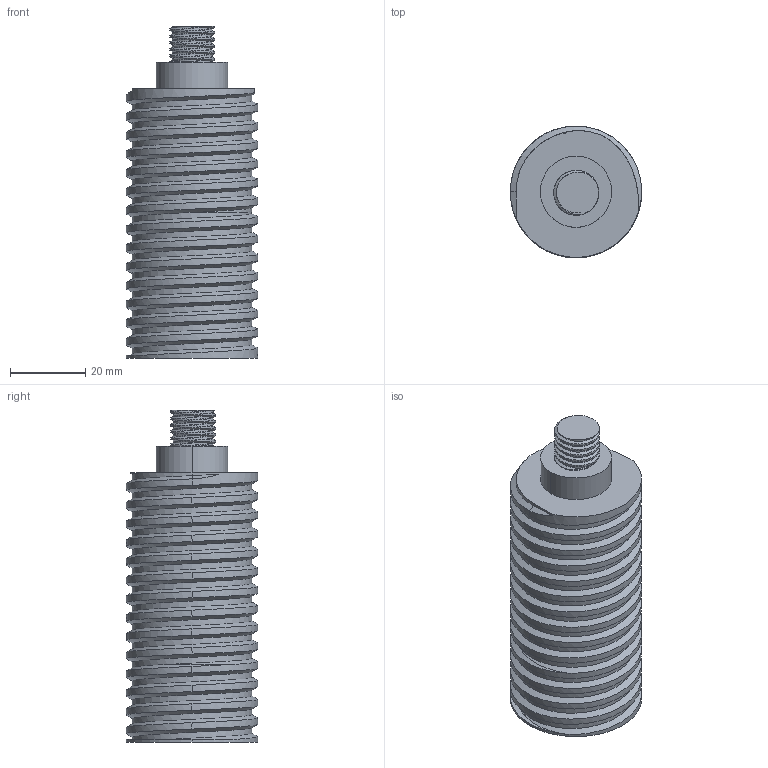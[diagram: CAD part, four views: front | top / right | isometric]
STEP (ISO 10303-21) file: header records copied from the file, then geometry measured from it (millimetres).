
FILE_DESCRIPTION (( 'STEP AP203' ), '1' );
FILE_NAME ('filament spool holder spindle-shaft.STEP', '2018-02-11T19:24:12', ( '' ), ( '' ), 'SwSTEP 2.0', 'SolidWorks 2017', '' );
FILE_SCHEMA (( 'CONFIG_CONTROL_DESIGN' ));
Length unit declared in the file: millimetre
Products named in the file (1): filament spool holder spindle-shaft
Bounding box: 35 x 35 x 88.52 mm (x, y, z)
Volume: 62397 mm3; surface area: 14716.2 mm2
Topology: 1 solids, 2 shells, 72 faces, 208 edges, 143 vertices
Faces by surface type: cylinder 50, plane 12, bspline 10
Entity records: 14963 total; most frequent: CARTESIAN_POINT 13266, ORIENTED_EDGE 416, DIRECTION 231, EDGE_CURVE 208, VERTEX_POINT 143, B_SPLINE_CURVE_WITH_KNOTS 100, AXIS2_PLACEMENT_3D 87, EDGE_LOOP 75
